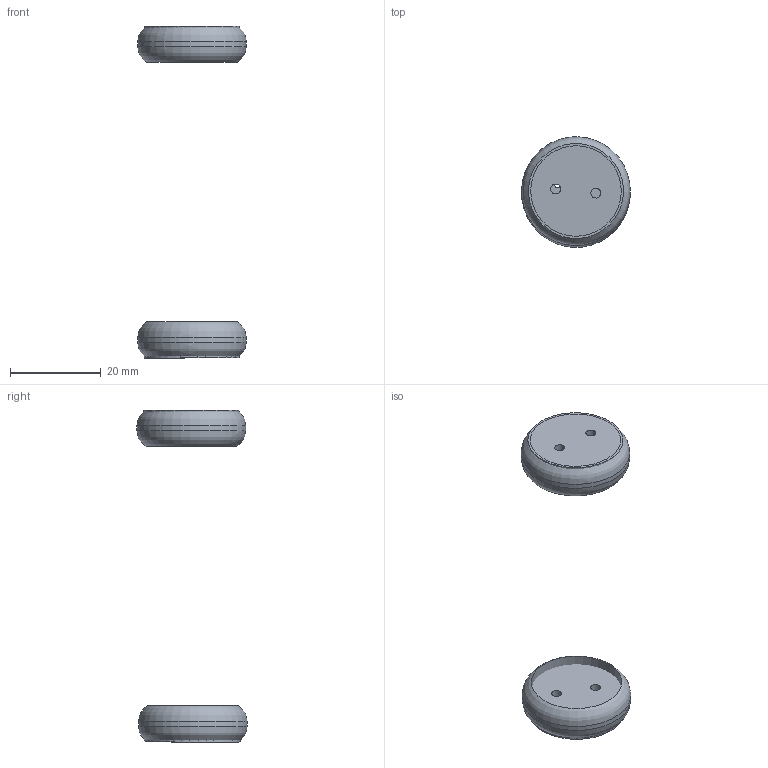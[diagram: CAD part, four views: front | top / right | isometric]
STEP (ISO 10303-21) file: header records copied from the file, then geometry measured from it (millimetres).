
FILE_DESCRIPTION(/* description */ (''),/* implementation_level */ '2;1');
FILE_NAME(/* name */ 'колеса.stp',/* time_stamp */ '2025-02-10T22:20:34+03:00',/* author */ ('Admin'),/* organization */ (''),/* preprocessor_version */ 'ST-DEVELOPER v18.1',/* originating_system */ 'Autodesk Inventor 2022',/* authorisation */ '');
FILE_SCHEMA (('AUTOMOTIVE_DESIGN { 1 0 10303 214 3 1 1 }'));
Length unit declared in the file: millimetre
Products named in the file (3): колеса; диск заднего 
колеса; шина
Assembly tree (4 placements, depth 2):
  колеса
    диск заднего 
колеса  x2
    шина  x2
Bounding box: 24 x 24.31 x 73.3 mm (x, y, z)
Volume: 5562.1 mm3; surface area: 4638.1 mm2
Topology: 4 solids, 4 shells, 18 faces, 38 edges, 24 vertices
Faces by surface type: cylinder 10, plane 4, torus 4
Full cylindrical faces by diameter (mm): 2.2 x4, 20 x2, 21 x2, 24 x2
Entity records: 397 total; most frequent: DIRECTION 65, CARTESIAN_POINT 47, ORIENTED_EDGE 38, AXIS2_PLACEMENT_3D 30, EDGE_CURVE 19, CIRCLE 14, EDGE_LOOP 13, VERTEX_POINT 12
